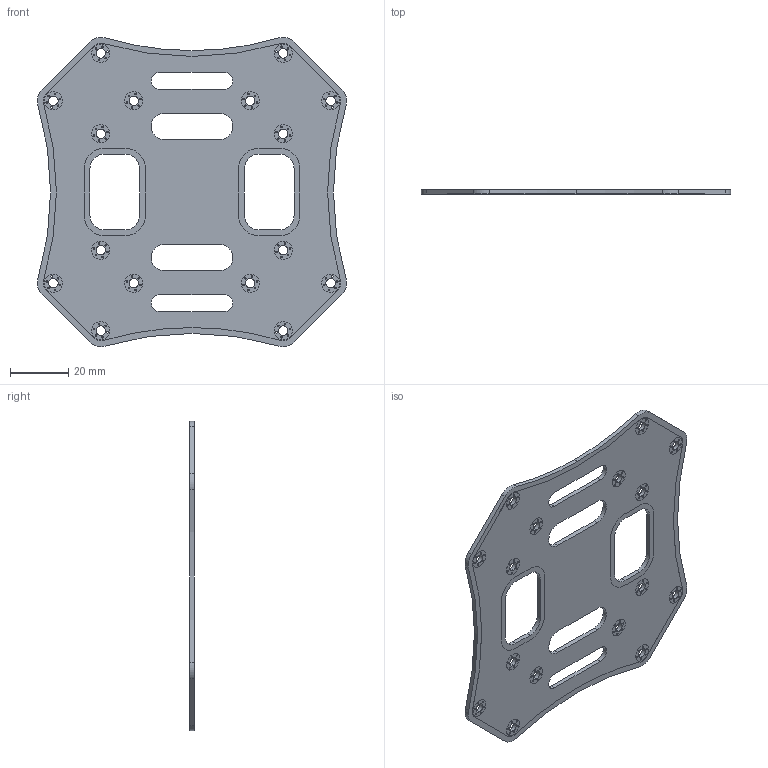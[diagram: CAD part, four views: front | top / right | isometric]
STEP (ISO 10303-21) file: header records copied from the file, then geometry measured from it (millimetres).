
FILE_DESCRIPTION (( 'STEP AP203' ), '1' );
FILE_NAME ('F450 Top Plate_Default_sldprt.STEP', '2016-02-29T23:30:02', ( '' ), ( '' ), 'SwSTEP 2.0', 'SolidWorks 2015', '' );
FILE_SCHEMA (( 'CONFIG_CONTROL_DESIGN' ));
Length unit declared in the file: inch
Products named in the file (1): F450 Top Plate_Default_sldprt
Bounding box: 106.1 x 1.52 x 106.11 mm (x, y, z)
Volume: 11999.3 mm3; surface area: 17655.9 mm2
Topology: 1 solids, 1 shells, 449 faces, 1227 edges, 818 vertices
Faces by surface type: cylinder 365, plane 84
Entity records: 15182 total; most frequent: DIRECTION 2857, CARTESIAN_POINT 2495, ORIENTED_EDGE 2454, EDGE_CURVE 1227, AXIS2_PLACEMENT_3D 1180, VERTEX_POINT 818, CIRCLE 730, EDGE_LOOP 723
